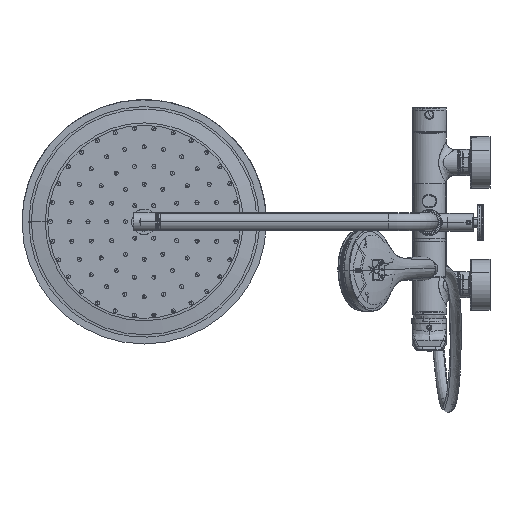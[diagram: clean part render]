
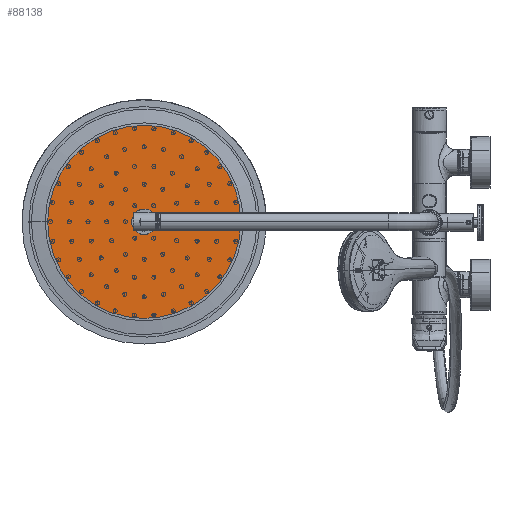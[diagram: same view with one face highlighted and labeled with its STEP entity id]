
A CAD part, top view. The second image highlights one B-rep face of the part: STEP entity #88138.
In plain terms, the highlighted planar face has unit normal (0, 0, 1).
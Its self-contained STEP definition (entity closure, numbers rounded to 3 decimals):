
#88078=CARTESIAN_POINT('Axis2P3D Location',(-350.,0.,419.792)) ;
#88083=CARTESIAN_POINT('Axis2P3D Location',(-350.,0.,419.792)) ;
#88087=CARTESIAN_POINT('Vertex',(-468.505,0.845,419.792)) ;
#88089=CARTESIAN_POINT('Vertex',(-231.492,0.,419.792)) ;
#88092=CARTESIAN_POINT('Axis2P3D Location',(-350.,0.,419.792)) ;
#88096=CARTESIAN_POINT('Vertex',(-468.508,0.,419.792)) ;
#88099=CARTESIAN_POINT('Axis2P3D Location',(-350.,0.,419.792)) ;
#88103=CARTESIAN_POINT('Vertex',(-231.495,-0.845,419.792)) ;
#88107=CARTESIAN_POINT('Control Point',(-231.495,-0.845,419.792)) ;
#88108=CARTESIAN_POINT('Control Point',(-231.493,-0.676,419.792)) ;
#88109=CARTESIAN_POINT('Control Point',(-231.493,-0.507,419.792)) ;
#88110=CARTESIAN_POINT('Control Point',(-231.492,-0.338,419.792)) ;
#88111=CARTESIAN_POINT('Control Point',(-231.492,-0.169,419.792)) ;
#88112=CARTESIAN_POINT('Control Point',(-231.492,0.,419.792)) ;
#88120=CARTESIAN_POINT('Axis2P3D Location',(-350.,0.,419.792)) ;
#88124=CARTESIAN_POINT('Vertex',(-365.5,0.,419.792)) ;
#88126=CARTESIAN_POINT('Vertex',(-334.5,0.,419.792)) ;
#88129=CARTESIAN_POINT('Axis2P3D Location',(-350.,0.,419.792)) ;
#88079=DIRECTION('Axis2P3D Direction',(0.,0.,-1.)) ;
#88080=DIRECTION('Axis2P3D XDirection',(1.,0.,0.)) ;
#88084=DIRECTION('Axis2P3D Direction',(0.,0.,-1.)) ;
#88093=DIRECTION('Axis2P3D Direction',(0.,0.,-1.)) ;
#88100=DIRECTION('Axis2P3D Direction',(0.,0.,-1.)) ;
#88121=DIRECTION('Axis2P3D Direction',(0.,0.,-1.)) ;
#88130=DIRECTION('Axis2P3D Direction',(0.,0.,-1.)) ;
#88081=AXIS2_PLACEMENT_3D('Plane Axis2P3D',#88078,#88079,#88080) ;
#88085=AXIS2_PLACEMENT_3D('Circle Axis2P3D',#88083,#88084,$) ;
#88094=AXIS2_PLACEMENT_3D('Circle Axis2P3D',#88092,#88093,$) ;
#88101=AXIS2_PLACEMENT_3D('Circle Axis2P3D',#88099,#88100,$) ;
#88122=AXIS2_PLACEMENT_3D('Circle Axis2P3D',#88120,#88121,$) ;
#88131=AXIS2_PLACEMENT_3D('Circle Axis2P3D',#88129,#88130,$) ;
#88086=CIRCLE('generated circle',#88085,118.508) ;
#88095=CIRCLE('generated circle',#88094,118.508) ;
#88102=CIRCLE('generated circle',#88101,118.508) ;
#88123=CIRCLE('generated circle',#88122,15.5) ;
#88132=CIRCLE('generated circle',#88131,15.5) ;
#88082=PLANE('',#88081) ;
#88137=FACE_BOUND('',#88134,.T.) ;
#88091=EDGE_CURVE('',#88088,#88090,#88086,.T.) ;
#88098=EDGE_CURVE('',#88097,#88088,#88095,.T.) ;
#88105=EDGE_CURVE('',#88104,#88097,#88102,.T.) ;
#88113=EDGE_CURVE('',#88104,#88090,#88106,.T.) ;
#88128=EDGE_CURVE('',#88125,#88127,#88123,.T.) ;
#88133=EDGE_CURVE('',#88127,#88125,#88132,.T.) ;
#88115=ORIENTED_EDGE('',*,*,#88091,.F.) ;
#88116=ORIENTED_EDGE('',*,*,#88098,.F.) ;
#88117=ORIENTED_EDGE('',*,*,#88105,.F.) ;
#88118=ORIENTED_EDGE('',*,*,#88113,.T.) ;
#88135=ORIENTED_EDGE('',*,*,#88128,.T.) ;
#88136=ORIENTED_EDGE('',*,*,#88133,.T.) ;
#88114=EDGE_LOOP('',(#88115,#88116,#88117,#88118)) ;
#88134=EDGE_LOOP('',(#88135,#88136)) ;
#88088=VERTEX_POINT('',#88087) ;
#88090=VERTEX_POINT('',#88089) ;
#88097=VERTEX_POINT('',#88096) ;
#88104=VERTEX_POINT('',#88103) ;
#88125=VERTEX_POINT('',#88124) ;
#88127=VERTEX_POINT('',#88126) ;
#88138=ADVANCED_FACE('RK004030.1.6',(#88119,#88137),#88082,.F.) ;
#88106=B_SPLINE_CURVE_WITH_KNOTS('',5,(#88107,#88108,#88109,#88110,#88111,#88112),.UNSPECIFIED.,.F.,.U.,(6,6),(0.,1.195),.UNSPECIFIED.) ;
#88119=FACE_OUTER_BOUND('',#88114,.T.) ;
